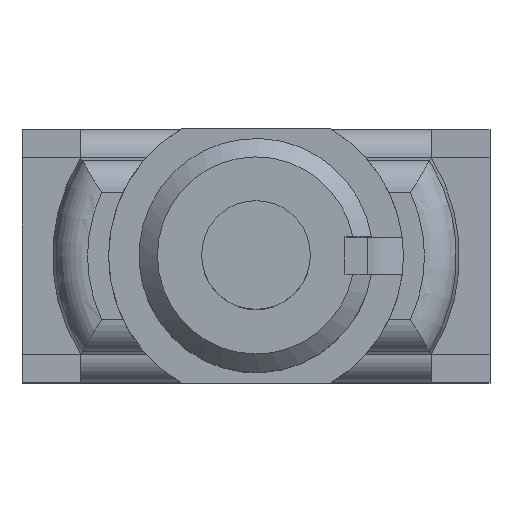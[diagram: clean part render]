
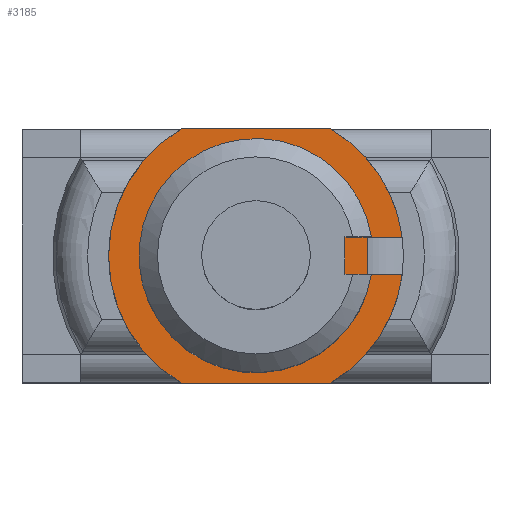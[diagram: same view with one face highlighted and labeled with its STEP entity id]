
A CAD part, top view. The second image highlights one B-rep face of the part: STEP entity #3185.
In plain terms, the highlighted planar face has unit normal (0, 0, 1).
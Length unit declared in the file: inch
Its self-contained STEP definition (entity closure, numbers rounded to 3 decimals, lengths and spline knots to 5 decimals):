
#2769=CARTESIAN_POINT('',(0.11907,0.02008,0.46772));
#2770=VERTEX_POINT('',#2769);
#2778=CARTESIAN_POINT('',(0.11907,-0.02008,0.46772));
#2779=VERTEX_POINT('',#2778);
#2780=CARTESIAN_POINT('',(0.11907,-0.02008,0.46772));
#2781=DIRECTION('',(0.0,1.0,0.0));
#2782=VECTOR('',#2781,0.04016);
#2783=LINE('',#2780,#2782);
#2784=EDGE_CURVE('',#2779,#2770,#2783,.T.);
#2810=CARTESIAN_POINT('',(0.1562,-0.02008,0.46772));
#2811=VERTEX_POINT('',#2810);
#2819=CARTESIAN_POINT('',(0.1562,-0.02008,0.46772));
#2820=DIRECTION('',(-1.0,0.0,0.0));
#2821=VECTOR('',#2820,0.03713);
#2822=LINE('',#2819,#2821);
#2823=EDGE_CURVE('',#2811,#2779,#2822,.T.);
#2833=CARTESIAN_POINT('',(0.1562,0.02008,0.46772));
#2834=VERTEX_POINT('',#2833);
#2841=CARTESIAN_POINT('',(0.11907,0.02008,0.46772));
#2842=DIRECTION('',(1.0,0.0,0.0));
#2843=VECTOR('',#2842,0.03713);
#2844=LINE('',#2841,#2843);
#2845=EDGE_CURVE('',#2770,#2834,#2844,.T.);
#2860=CARTESIAN_POINT('',(0.07969,-0.13583,0.46772));
#2861=VERTEX_POINT('',#2860);
#2862=CARTESIAN_POINT('',(0.,0.,0.46772));
#2863=DIRECTION('',(0.0,0.0,-1.0));
#2864=DIRECTION('',(-0.506,0.863,0.0));
#2865=AXIS2_PLACEMENT_3D('',#2862,#2863,#2864);
#2866=CIRCLE('',#2865,0.15748);
#2867=EDGE_CURVE('',#2811,#2861,#2866,.T.);
#2884=CARTESIAN_POINT('',(0.07969,0.13583,0.46772));
#2885=VERTEX_POINT('',#2884);
#2892=CARTESIAN_POINT('',(0.,0.,0.46772));
#2893=DIRECTION('',(0.0,0.0,-1.0));
#2894=DIRECTION('',(-0.506,0.863,0.0));
#2895=AXIS2_PLACEMENT_3D('',#2892,#2893,#2894);
#2896=CIRCLE('',#2895,0.15748);
#2897=EDGE_CURVE('',#2885,#2834,#2896,.T.);
#2949=CARTESIAN_POINT('',(0.10639,0.02008,0.46772));
#2950=VERTEX_POINT('',#2949);
#2957=CARTESIAN_POINT('',(0.10639,-0.02008,0.46772));
#2958=VERTEX_POINT('',#2957);
#2959=CARTESIAN_POINT('',(0.,0.,0.46772));
#2960=DIRECTION('',(0.0,0.0,1.0));
#2961=DIRECTION('',(-1.0,0.0,0.0));
#2962=AXIS2_PLACEMENT_3D('',#2959,#2960,#2961);
#2963=CIRCLE('',#2962,0.10827);
#2964=EDGE_CURVE('',#2950,#2958,#2963,.T.);
#3014=CARTESIAN_POINT('',(0.09508,0.02008,0.46772));
#3015=VERTEX_POINT('',#3014);
#3022=CARTESIAN_POINT('',(0.10639,0.02008,0.46772));
#3023=DIRECTION('',(-1.0,0.0,0.0));
#3024=VECTOR('',#3023,0.01131);
#3025=LINE('',#3022,#3024);
#3026=EDGE_CURVE('',#2950,#3015,#3025,.T.);
#3061=CARTESIAN_POINT('',(0.09508,-0.02008,0.46772));
#3062=VERTEX_POINT('',#3061);
#3063=CARTESIAN_POINT('',(0.09508,0.02008,0.46772));
#3064=DIRECTION('',(0.0,-1.0,0.0));
#3065=VECTOR('',#3064,0.04016);
#3066=LINE('',#3063,#3065);
#3067=EDGE_CURVE('',#3015,#3062,#3066,.T.);
#3093=CARTESIAN_POINT('',(0.09508,-0.02008,0.46772));
#3094=DIRECTION('',(1.0,0.0,0.0));
#3095=VECTOR('',#3094,0.01131);
#3096=LINE('',#3093,#3095);
#3097=EDGE_CURVE('',#3062,#2958,#3096,.T.);
#3144=CARTESIAN_POINT('',(-0.17316,-0.14941,0.46772));
#3145=DIRECTION('',(0.0,0.0,1.0));
#3146=DIRECTION('',(1.0,0.0,0.0));
#3147=AXIS2_PLACEMENT_3D('',#3144,#3145,#3146);
#3148=PLANE('',#3147);
#3149=ORIENTED_EDGE('',*,*,#2845,.T.);
#3150=ORIENTED_EDGE('',*,*,#2897,.F.);
#3151=CARTESIAN_POINT('',(-0.07969,0.13583,0.46772));
#3152=VERTEX_POINT('',#3151);
#3153=CARTESIAN_POINT('',(-0.07969,0.13583,0.46772));
#3154=DIRECTION('',(1.0,0.0,0.0));
#3155=VECTOR('',#3154,0.15939);
#3156=LINE('',#3153,#3155);
#3157=EDGE_CURVE('',#3152,#2885,#3156,.T.);
#3158=ORIENTED_EDGE('',*,*,#3157,.F.);
#3159=CARTESIAN_POINT('',(-0.07969,-0.13583,0.46772));
#3160=VERTEX_POINT('',#3159);
#3161=CARTESIAN_POINT('',(0.,0.,0.46772));
#3162=DIRECTION('',(0.0,0.0,-1.0));
#3163=DIRECTION('',(0.506,-0.863,0.0));
#3164=AXIS2_PLACEMENT_3D('',#3161,#3162,#3163);
#3165=CIRCLE('',#3164,0.15748);
#3166=EDGE_CURVE('',#3160,#3152,#3165,.T.);
#3167=ORIENTED_EDGE('',*,*,#3166,.F.);
#3168=CARTESIAN_POINT('',(0.07969,-0.13583,0.46772));
#3169=DIRECTION('',(-1.0,0.0,0.0));
#3170=VECTOR('',#3169,0.15939);
#3171=LINE('',#3168,#3170);
#3172=EDGE_CURVE('',#2861,#3160,#3171,.T.);
#3173=ORIENTED_EDGE('',*,*,#3172,.F.);
#3174=ORIENTED_EDGE('',*,*,#2867,.F.);
#3175=ORIENTED_EDGE('',*,*,#2823,.T.);
#3176=ORIENTED_EDGE('',*,*,#2784,.T.);
#3177=EDGE_LOOP('',(#3149,#3150,#3158,#3167,#3173,#3174,#3175,#3176));
#3178=FACE_OUTER_BOUND('',#3177,.T.);
#3179=ORIENTED_EDGE('',*,*,#3026,.T.);
#3180=ORIENTED_EDGE('',*,*,#3067,.T.);
#3181=ORIENTED_EDGE('',*,*,#3097,.T.);
#3182=ORIENTED_EDGE('',*,*,#2964,.F.);
#3183=EDGE_LOOP('',(#3179,#3180,#3181,#3182));
#3184=FACE_BOUND('',#3183,.T.);
#3185=ADVANCED_FACE('',(#3178,#3184),#3148,.T.);
